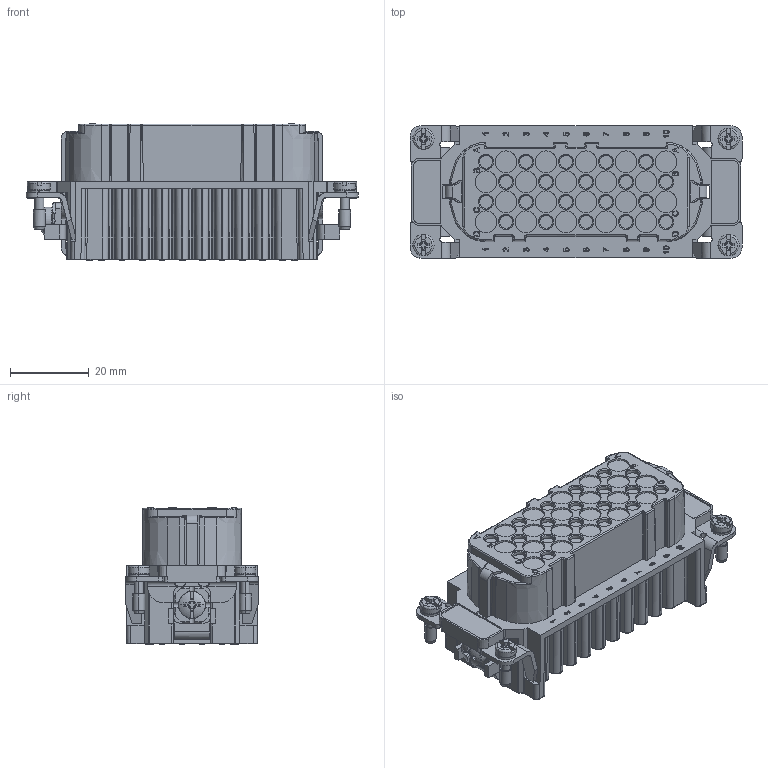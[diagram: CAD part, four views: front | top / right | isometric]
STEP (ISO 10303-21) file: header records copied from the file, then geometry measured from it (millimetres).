
FILE_DESCRIPTION (( 'STEP AP203' ), '1' );
FILE_NAME ('ZP-MC16B-1-FC040.STEP', '2023-07-06T17:37:21', ( '' ), ( '' ), 'SwSTEP 2.0', 'SolidWorks 2021', '' );
FILE_SCHEMA (( 'CONFIG_CONTROL_DESIGN' ));
Length unit declared in the file: inch
Products named in the file (1): ZP-MC16B-1-FC040
Bounding box: 84.3 x 33.6 x 34.6 mm (x, y, z)
Volume: 51518.5 mm3; surface area: 18574.5 mm2
Topology: 1 solids, 2 shells, 2128 faces, 5305 edges, 3349 vertices
Faces by surface type: plane 983, cylinder 516, bspline 387, cone 238, torus 4
Entity records: 98649 total; most frequent: CARTESIAN_POINT 53616, ORIENTED_EDGE 10602, DIRECTION 6798, EDGE_CURVE 5301, VERTEX_POINT 3349, LINE 2782, VECTOR 2782, EDGE_LOOP 2336
